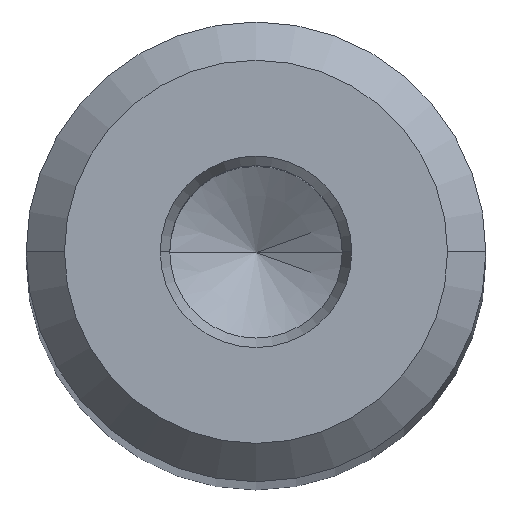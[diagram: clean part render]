
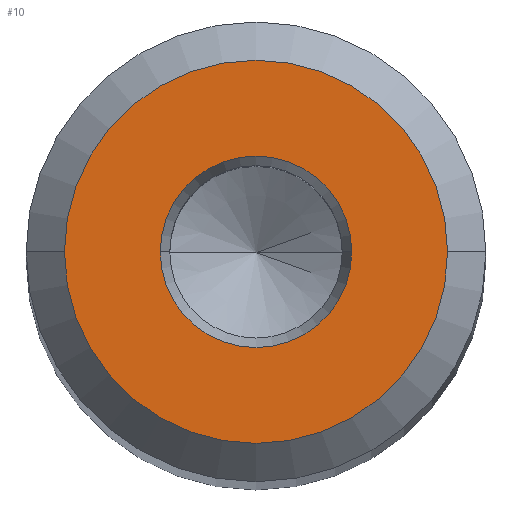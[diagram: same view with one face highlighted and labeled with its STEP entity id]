
A CAD part, top view. The second image highlights one B-rep face of the part: STEP entity #10.
In plain terms, the highlighted planar face has unit normal (0, 0, 1).
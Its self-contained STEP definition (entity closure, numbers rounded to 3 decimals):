
#2 = AXIS2_PLACEMENT_3D ( 'NONE', #215, #512, #370 ) ;
#10 = ADVANCED_FACE ( 'NONE', ( #130, #527 ), #316, .T. ) ;
#21 = DIRECTION ( 'NONE',  ( 0., 0., 1. ) ) ;
#35 = ORIENTED_EDGE ( 'NONE', *, *, #295, .F. ) ;
#38 = VERTEX_POINT ( 'NONE', #263 ) ;
#47 = CIRCLE ( 'NONE', #146, 2.5 ) ;
#52 = EDGE_LOOP ( 'NONE', ( #273, #35 ) ) ;
#70 = ORIENTED_EDGE ( 'NONE', *, *, #374, .T. ) ;
#100 = DIRECTION ( 'NONE',  ( 0., 0., 1. ) ) ;
#117 = EDGE_LOOP ( 'NONE', ( #70, #306 ) ) ;
#129 = DIRECTION ( 'NONE',  ( 0., 0., 1. ) ) ;
#130 = FACE_BOUND ( 'NONE', #52, .T. ) ;
#146 = AXIS2_PLACEMENT_3D ( 'NONE', #443, #129, #484 ) ;
#183 = AXIS2_PLACEMENT_3D ( 'NONE', #283, #21, #336 ) ;
#191 = CARTESIAN_POINT ( 'NONE',  ( -2.5, 0., 125. ) ) ;
#197 = EDGE_CURVE ( 'NONE', #571, #321, #47, .T. ) ;
#215 = CARTESIAN_POINT ( 'NONE',  ( 0., 0., 125. ) ) ;
#228 = CARTESIAN_POINT ( 'NONE',  ( 5., 0., 125. ) ) ;
#229 = AXIS2_PLACEMENT_3D ( 'NONE', #235, #572, #290 ) ;
#235 = CARTESIAN_POINT ( 'NONE',  ( 0., 0., 125. ) ) ;
#239 = EDGE_CURVE ( 'NONE', #258, #38, #563, .T. ) ;
#258 = VERTEX_POINT ( 'NONE', #228 ) ;
#263 = CARTESIAN_POINT ( 'NONE',  ( -5., 0., 125. ) ) ;
#273 = ORIENTED_EDGE ( 'NONE', *, *, #197, .F. ) ;
#283 = CARTESIAN_POINT ( 'NONE',  ( 0., 0., 125. ) ) ;
#290 = DIRECTION ( 'NONE',  ( 1., 0., 0. ) ) ;
#295 = EDGE_CURVE ( 'NONE', #321, #571, #480, .T. ) ;
#306 = ORIENTED_EDGE ( 'NONE', *, *, #239, .T. ) ;
#316 = PLANE ( 'NONE',  #2 ) ;
#321 = VERTEX_POINT ( 'NONE', #191 ) ;
#336 = DIRECTION ( 'NONE',  ( 1., 0., 0. ) ) ;
#361 = CARTESIAN_POINT ( 'NONE',  ( 2.5, 0., 125. ) ) ;
#370 = DIRECTION ( 'NONE',  ( 1., 0., 0. ) ) ;
#374 = EDGE_CURVE ( 'NONE', #38, #258, #502, .T. ) ;
#400 = CARTESIAN_POINT ( 'NONE',  ( 0., 0., 125. ) ) ;
#443 = CARTESIAN_POINT ( 'NONE',  ( 0., 0., 125. ) ) ;
#453 = AXIS2_PLACEMENT_3D ( 'NONE', #400, #100, #455 ) ;
#455 = DIRECTION ( 'NONE',  ( 1., 0., 0. ) ) ;
#480 = CIRCLE ( 'NONE', #229, 2.5 ) ;
#484 = DIRECTION ( 'NONE',  ( 1., 0., 0. ) ) ;
#502 = CIRCLE ( 'NONE', #453, 5. ) ;
#512 = DIRECTION ( 'NONE',  ( 0., 0., 1. ) ) ;
#527 = FACE_OUTER_BOUND ( 'NONE', #117, .T. ) ;
#563 = CIRCLE ( 'NONE', #183, 5. ) ;
#571 = VERTEX_POINT ( 'NONE', #361 ) ;
#572 = DIRECTION ( 'NONE',  ( 0., 0., 1. ) ) ;
